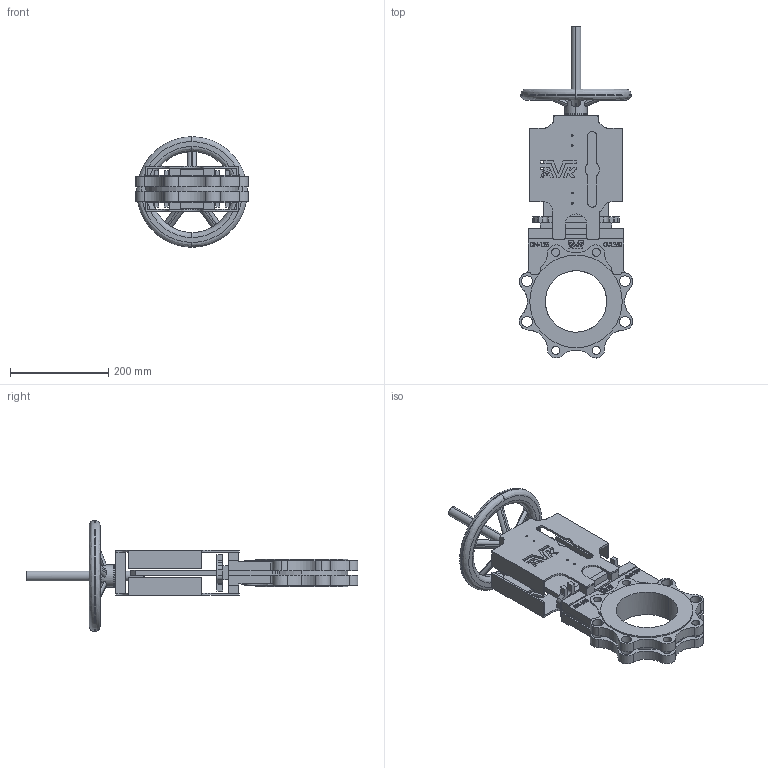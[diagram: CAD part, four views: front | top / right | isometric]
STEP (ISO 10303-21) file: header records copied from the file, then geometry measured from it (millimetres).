
FILE_DESCRIPTION (( 'STEP AP203' ), '1' );
FILE_NAME ('70212520034-2222.STEP', '2018-02-28T15:21:35', ( '' ), ( '' ), 'SwSTEP 2.0', 'SolidWorks 2016', '' );
FILE_SCHEMA (( 'CONFIG_CONTROL_DESIGN' ));
Length unit declared in the file: millimetre
Products named in the file (1): 70212520034-2222
Bounding box: 230.01 x 674.97 x 225 mm (x, y, z)
Volume: 3130057.8 mm3; surface area: 528122.8 mm2
Topology: 1 solids, 1 shells, 1103 faces, 3161 edges, 2088 vertices
Faces by surface type: plane 522, cylinder 431, bspline 147, cone 3
Entity records: 46763 total; most frequent: CARTESIAN_POINT 18124, ORIENTED_EDGE 6302, DIRECTION 5538, EDGE_CURVE 3151, VERTEX_POINT 2088, LINE 1936, VECTOR 1936, AXIS2_PLACEMENT_3D 1801
